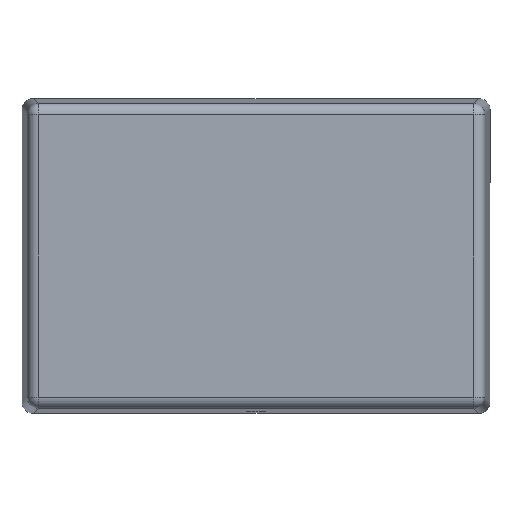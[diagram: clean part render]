
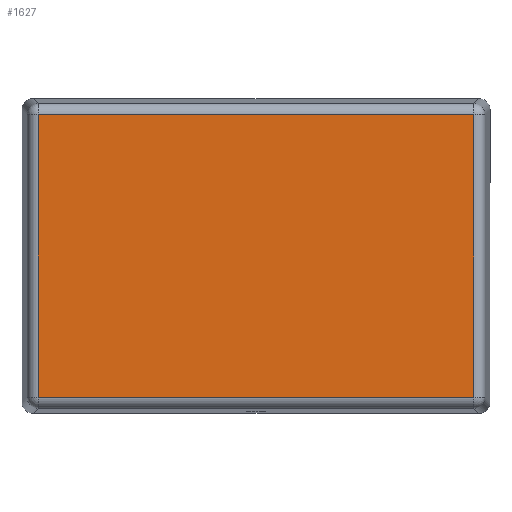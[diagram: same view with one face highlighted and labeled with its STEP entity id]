
A CAD part, front view. The second image highlights one B-rep face of the part: STEP entity #1627.
In plain terms, the highlighted planar face has unit normal (0, -1, 0).
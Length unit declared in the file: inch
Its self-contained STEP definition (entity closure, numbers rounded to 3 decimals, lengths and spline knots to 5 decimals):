
#1627 = ADVANCED_FACE ( 'NONE', ( #4731 ), #4730, .F. ) ;
#1628 = EDGE_LOOP ( 'NONE', ( #1629, #1633, #1673, #1666 ) ) ;
#1629 = ORIENTED_EDGE ( 'NONE', *, *, #1630, .T. ) ;
#1630 = EDGE_CURVE ( 'NONE', #1631, #1632, #4725, .T. ) ;
#1631 = VERTEX_POINT ( 'NONE', #4721 ) ;
#1632 = VERTEX_POINT ( 'NONE', #4720 ) ;
#1633 = ORIENTED_EDGE ( 'NONE', *, *, #1634, .T. ) ;
#1634 = EDGE_CURVE ( 'NONE', #1632, #1635, #4785, .T. ) ;
#1635 = VERTEX_POINT ( 'NONE', #4781 ) ;
#1636 = VERTEX_POINT ( 'NONE', #4780 ) ;
#1666 = ORIENTED_EDGE ( 'NONE', *, *, #1667, .T. ) ;
#1667 = EDGE_CURVE ( 'NONE', #1636, #1631, #4794, .T. ) ;
#1673 = ORIENTED_EDGE ( 'NONE', *, *, #1674, .T. ) ;
#1674 = EDGE_CURVE ( 'NONE', #1635, #1636, #4844, .T. ) ;
#4720 = CARTESIAN_POINT ( 'NONE',  ( 3.56564, -2.58, 2.31364 ) ) ;
#4721 = CARTESIAN_POINT ( 'NONE',  ( 3.56564, -2.58, -2.31364 ) ) ;
#4722 = DIRECTION ( 'NONE',  ( 0., 0., 1. ) ) ;
#4723 = VECTOR ( 'NONE', #4722, 39.37008 ) ;
#4724 = CARTESIAN_POINT ( 'NONE',  ( 3.56564, -2.58, 2.4775 ) ) ;
#4725 = LINE ( 'NONE', #4724, #4723 ) ;
#4726 = DIRECTION ( 'NONE',  ( 0., 0., 1. ) ) ;
#4727 = DIRECTION ( 'NONE',  ( 0., 1., 0. ) ) ;
#4728 = CARTESIAN_POINT ( 'NONE',  ( -3.7295, -2.58, 2.4775 ) ) ;
#4729 = AXIS2_PLACEMENT_3D ( 'NONE', #4728, #4727, #4726 ) ;
#4730 = PLANE ( 'NONE',  #4729 ) ;
#4731 = FACE_OUTER_BOUND ( 'NONE', #1628, .T. ) ;
#4780 = CARTESIAN_POINT ( 'NONE',  ( -3.56564, -2.58, -2.31364 ) ) ;
#4781 = CARTESIAN_POINT ( 'NONE',  ( -3.56564, -2.58, 2.31364 ) ) ;
#4782 = DIRECTION ( 'NONE',  ( -1., 0., 0. ) ) ;
#4783 = VECTOR ( 'NONE', #4782, 39.37008 ) ;
#4784 = CARTESIAN_POINT ( 'NONE',  ( -3.7295, -2.58, 2.31364 ) ) ;
#4785 = LINE ( 'NONE', #4784, #4783 ) ;
#4791 = DIRECTION ( 'NONE',  ( 1., 0., 0. ) ) ;
#4792 = VECTOR ( 'NONE', #4791, 39.37008 ) ;
#4793 = CARTESIAN_POINT ( 'NONE',  ( -3.7295, -2.58, -2.31364 ) ) ;
#4794 = LINE ( 'NONE', #4793, #4792 ) ;
#4841 = DIRECTION ( 'NONE',  ( 0., 0., -1. ) ) ;
#4842 = VECTOR ( 'NONE', #4841, 39.37008 ) ;
#4843 = CARTESIAN_POINT ( 'NONE',  ( -3.56564, -2.58, 2.4775 ) ) ;
#4844 = LINE ( 'NONE', #4843, #4842 ) ;
